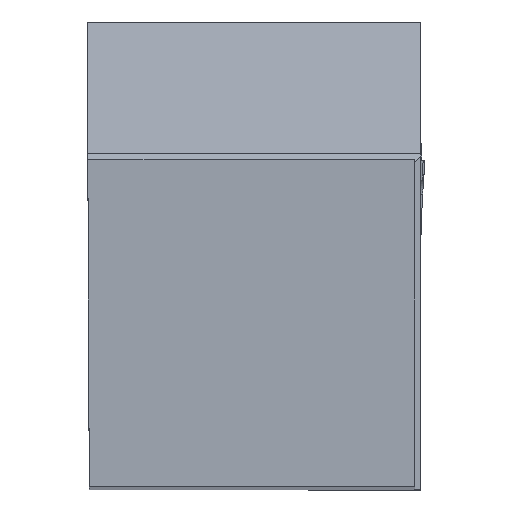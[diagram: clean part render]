
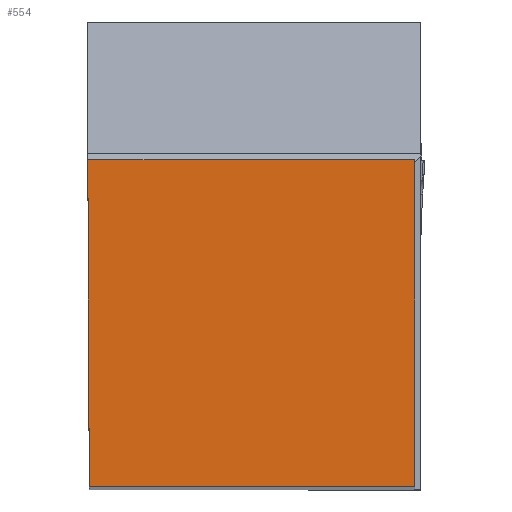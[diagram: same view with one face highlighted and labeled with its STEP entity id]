
A CAD part, top view. The second image highlights one B-rep face of the part: STEP entity #554.
In plain terms, the highlighted planar face has unit normal (0, 0, 1).
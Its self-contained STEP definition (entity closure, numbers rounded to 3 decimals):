
#410 = VERTEX_POINT('',#411);
#411 = CARTESIAN_POINT('',(19.875,0.,0.));
#417 = EDGE_CURVE('',#418,#410,#420,.T.);
#418 = VERTEX_POINT('',#419);
#419 = CARTESIAN_POINT('',(0.087,0.,0.));
#420 = LINE('',#421,#422);
#421 = CARTESIAN_POINT('',(-125.55,0.,0.));
#422 = VECTOR('',#423,1.);
#423 = DIRECTION('',(1.,0.,0.));
#554 = ADVANCED_FACE('BLANK_BOXF006',(#555),#580,.F.);
#555 = FACE_OUTER_BOUND('',#556,.T.);
#556 = EDGE_LOOP('',(#557,#565,#573,#579));
#557 = ORIENTED_EDGE('',*,*,#558,.T.);
#558 = EDGE_CURVE('',#410,#559,#561,.T.);
#559 = VERTEX_POINT('',#560);
#560 = CARTESIAN_POINT('',(19.875,19.875,0.));
#561 = LINE('',#562,#563);
#562 = CARTESIAN_POINT('',(19.875,-125.55,0.));
#563 = VECTOR('',#564,1.);
#564 = DIRECTION('',(0.,1.,0.));
#565 = ORIENTED_EDGE('',*,*,#566,.T.);
#566 = EDGE_CURVE('',#559,#567,#569,.T.);
#567 = VERTEX_POINT('',#568);
#568 = CARTESIAN_POINT('',(0.,19.875,0.));
#569 = LINE('',#570,#571);
#570 = CARTESIAN_POINT('',(125.55,19.875,0.));
#571 = VECTOR('',#572,1.);
#572 = DIRECTION('',(-1.,0.,0.));
#573 = ORIENTED_EDGE('',*,*,#574,.T.);
#574 = EDGE_CURVE('',#567,#418,#575,.T.);
#575 = LINE('',#576,#577);
#576 = CARTESIAN_POINT('',(-0.461,125.549,0.));
#577 = VECTOR('',#578,1.);
#578 = DIRECTION('',(0.004,-1.,0.));
#579 = ORIENTED_EDGE('',*,*,#417,.T.);
#580 = PLANE('',#581);
#581 = AXIS2_PLACEMENT_3D('',#582,#583,#584);
#582 = CARTESIAN_POINT('',(20.25,-5.,0.));
#583 = DIRECTION('',(0.,0.,-1.));
#584 = DIRECTION('',(0.,-1.,0.));
